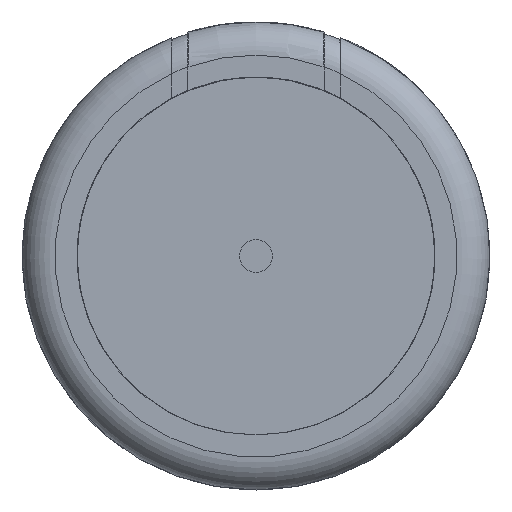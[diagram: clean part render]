
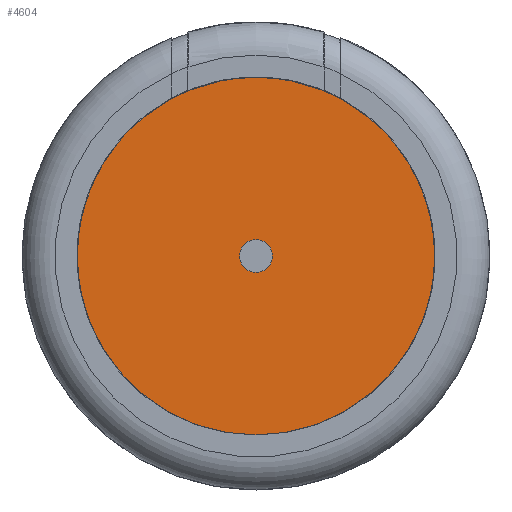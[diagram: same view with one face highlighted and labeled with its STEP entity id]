
A CAD part, front view. The second image highlights one B-rep face of the part: STEP entity #4604.
In plain terms, the highlighted planar face has unit normal (0, -1, 0).
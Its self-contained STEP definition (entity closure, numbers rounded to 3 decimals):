
#872=ORIENTED_EDGE('',*,*,#1669,.F.);
#1669=EDGE_CURVE('',#2134,#2134,#2422,.T.);
#2134=VERTEX_POINT('',#5910);
#2422=CIRCLE('',#4808,3.25);
#2567=EDGE_LOOP('',(#872));
#2808=FACE_BOUND('',#2567,.T.);
#3022=PLANE('',#4869);
#4604=ADVANCED_FACE('',(#2808),#3022,.F.);
#4808=AXIS2_PLACEMENT_3D('',#5909,#5105,#5106);
#4869=AXIS2_PLACEMENT_3D('',#6302,#5266,#5267);
#5105=DIRECTION('',(0.,1.,0.));
#5106=DIRECTION('',(0.,0.,-1.));
#5266=DIRECTION('',(0.,1.,0.));
#5267=DIRECTION('',(0.,0.,1.));
#5909=CARTESIAN_POINT('',(0.,-19.9,0.));
#5910=CARTESIAN_POINT('',(0.,-19.9,-3.25));
#6302=CARTESIAN_POINT('',(0.,-19.9,0.));
